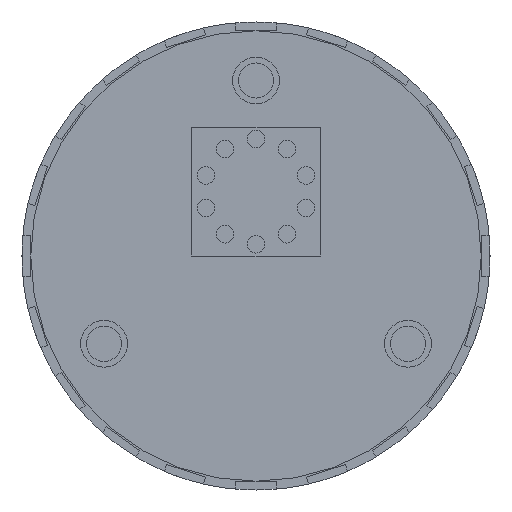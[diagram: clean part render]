
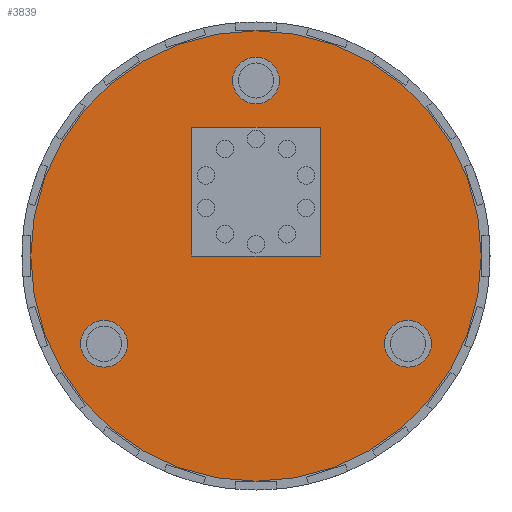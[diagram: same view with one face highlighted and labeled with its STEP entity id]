
A CAD part, front view. The second image highlights one B-rep face of the part: STEP entity #3839.
In plain terms, the highlighted planar face has unit normal (0, -1, 0).
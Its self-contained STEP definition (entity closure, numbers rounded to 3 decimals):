
#162 = EDGE_CURVE ( 'NONE', #1389, #777, #3910, .T. ) ;
#203 = DIRECTION ( 'NONE',  ( 0., 0., -1. ) ) ;
#215 = CARTESIAN_POINT ( 'NONE',  ( 12.99, 0., -7.5 ) ) ;
#227 = DIRECTION ( 'NONE',  ( 0., -1., 0. ) ) ;
#240 = LINE ( 'NONE', #6350, #1478 ) ;
#286 = CARTESIAN_POINT ( 'NONE',  ( 0., 0., 0. ) ) ;
#382 = FACE_OUTER_BOUND ( 'NONE', #5789, .T. ) ;
#420 = EDGE_CURVE ( 'NONE', #777, #1389, #3579, .T. ) ;
#441 = VERTEX_POINT ( 'NONE', #1105 ) ;
#551 = FACE_BOUND ( 'NONE', #1551, .T. ) ;
#568 = CIRCLE ( 'NONE', #2808, 2. ) ;
#661 = ORIENTED_EDGE ( 'NONE', *, *, #5373, .F. ) ;
#664 = VERTEX_POINT ( 'NONE', #1756 ) ;
#677 = AXIS2_PLACEMENT_3D ( 'NONE', #5294, #2322, #5764 ) ;
#708 = VECTOR ( 'NONE', #5101, 1000. ) ;
#777 = VERTEX_POINT ( 'NONE', #4110 ) ;
#785 = CARTESIAN_POINT ( 'NONE',  ( -5.5, 0., 0. ) ) ;
#822 = DIRECTION ( 'NONE',  ( 0., 0., 1. ) ) ;
#879 = LINE ( 'NONE', #3095, #708 ) ;
#951 = CARTESIAN_POINT ( 'NONE',  ( -12.99, 0., -5.5 ) ) ;
#991 = LINE ( 'NONE', #1186, #3478 ) ;
#1083 = AXIS2_PLACEMENT_3D ( 'NONE', #1407, #4857, #1899 ) ;
#1103 = DIRECTION ( 'NONE',  ( 0., -1., 0. ) ) ;
#1105 = CARTESIAN_POINT ( 'NONE',  ( 5.5, 0., 11. ) ) ;
#1127 = DIRECTION ( 'NONE',  ( 0., 0., -1. ) ) ;
#1186 = CARTESIAN_POINT ( 'NONE',  ( 5.5, 0., 11. ) ) ;
#1267 = CARTESIAN_POINT ( 'NONE',  ( 0., 0., 17. ) ) ;
#1327 = PLANE ( 'NONE',  #677 ) ;
#1328 = EDGE_CURVE ( 'NONE', #6460, #441, #991, .T. ) ;
#1337 = CARTESIAN_POINT ( 'NONE',  ( 0., 0., 15. ) ) ;
#1346 = DIRECTION ( 'NONE',  ( 0., -1., 0. ) ) ;
#1389 = VERTEX_POINT ( 'NONE', #3203 ) ;
#1400 = DIRECTION ( 'NONE',  ( 0., -1., 0. ) ) ;
#1407 = CARTESIAN_POINT ( 'NONE',  ( 0., 0., 0. ) ) ;
#1419 = CARTESIAN_POINT ( 'NONE',  ( 12.99, 0., -7.5 ) ) ;
#1478 = VECTOR ( 'NONE', #2400, 1000. ) ;
#1506 = ORIENTED_EDGE ( 'NONE', *, *, #4450, .F. ) ;
#1551 = EDGE_LOOP ( 'NONE', ( #5084, #1605 ) ) ;
#1605 = ORIENTED_EDGE ( 'NONE', *, *, #162, .F. ) ;
#1616 = EDGE_CURVE ( 'NONE', #2902, #3621, #568, .T. ) ;
#1719 = AXIS2_PLACEMENT_3D ( 'NONE', #4291, #1346, #4807 ) ;
#1756 = CARTESIAN_POINT ( 'NONE',  ( -12.99, 0., -9.5 ) ) ;
#1769 = FACE_BOUND ( 'NONE', #3117, .T. ) ;
#1839 = DIRECTION ( 'NONE',  ( 0., 0., -1. ) ) ;
#1860 = CIRCLE ( 'NONE', #3741, 2. ) ;
#1899 = DIRECTION ( 'NONE',  ( 0., 0., 1. ) ) ;
#1975 = ORIENTED_EDGE ( 'NONE', *, *, #2135, .F. ) ;
#2016 = AXIS2_PLACEMENT_3D ( 'NONE', #1419, #1400, #1127 ) ;
#2065 = VERTEX_POINT ( 'NONE', #4241 ) ;
#2129 = EDGE_CURVE ( 'NONE', #4763, #2065, #6200, .T. ) ;
#2135 = EDGE_CURVE ( 'NONE', #2977, #5114, #4717, .T. ) ;
#2194 = EDGE_CURVE ( 'NONE', #5114, #6460, #240, .T. ) ;
#2322 = DIRECTION ( 'NONE',  ( 0., 1., 0. ) ) ;
#2400 = DIRECTION ( 'NONE',  ( 1., 0., 0. ) ) ;
#2494 = CARTESIAN_POINT ( 'NONE',  ( 0., 0., 15. ) ) ;
#2527 = CIRCLE ( 'NONE', #1083, 19.25 ) ;
#2562 = ORIENTED_EDGE ( 'NONE', *, *, #5874, .F. ) ;
#2808 = AXIS2_PLACEMENT_3D ( 'NONE', #2494, #5951, #2972 ) ;
#2902 = VERTEX_POINT ( 'NONE', #1267 ) ;
#2972 = DIRECTION ( 'NONE',  ( 0., 0., -1. ) ) ;
#2977 = VERTEX_POINT ( 'NONE', #5770 ) ;
#3067 = FACE_BOUND ( 'NONE', #3193, .T. ) ;
#3095 = CARTESIAN_POINT ( 'NONE',  ( -5.5, 0., 11. ) ) ;
#3097 = CARTESIAN_POINT ( 'NONE',  ( 0., 0., 13. ) ) ;
#3117 = EDGE_LOOP ( 'NONE', ( #2562, #5704, #4876, #1975 ) ) ;
#3193 = EDGE_LOOP ( 'NONE', ( #6372, #6107 ) ) ;
#3203 = CARTESIAN_POINT ( 'NONE',  ( 12.99, 0., -5.5 ) ) ;
#3230 = ORIENTED_EDGE ( 'NONE', *, *, #5121, .F. ) ;
#3336 = EDGE_CURVE ( 'NONE', #3621, #2902, #1860, .T. ) ;
#3447 = EDGE_LOOP ( 'NONE', ( #3230, #661 ) ) ;
#3478 = VECTOR ( 'NONE', #4126, 1000. ) ;
#3579 = CIRCLE ( 'NONE', #2016, 2. ) ;
#3621 = VERTEX_POINT ( 'NONE', #3097 ) ;
#3741 = AXIS2_PLACEMENT_3D ( 'NONE', #1337, #4790, #1839 ) ;
#3808 = DIRECTION ( 'NONE',  ( 0., 1., 0. ) ) ;
#3839 = ADVANCED_FACE ( 'NONE', ( #1769, #5708, #551, #3067, #382 ), #1327, .F. ) ;
#3910 = CIRCLE ( 'NONE', #5833, 2. ) ;
#4047 = CARTESIAN_POINT ( 'NONE',  ( -12.99, 0., -7.5 ) ) ;
#4110 = CARTESIAN_POINT ( 'NONE',  ( 12.99, 0., -9.5 ) ) ;
#4126 = DIRECTION ( 'NONE',  ( 0., 0., 1. ) ) ;
#4241 = CARTESIAN_POINT ( 'NONE',  ( 0., 0., 19.25 ) ) ;
#4281 = CIRCLE ( 'NONE', #1719, 2. ) ;
#4291 = CARTESIAN_POINT ( 'NONE',  ( -12.99, 0., -7.5 ) ) ;
#4450 = EDGE_CURVE ( 'NONE', #2065, #4763, #2527, .T. ) ;
#4552 = CARTESIAN_POINT ( 'NONE',  ( 5.5, 0., 0. ) ) ;
#4558 = VERTEX_POINT ( 'NONE', #951 ) ;
#4559 = DIRECTION ( 'NONE',  ( 0., 0., -1. ) ) ;
#4580 = AXIS2_PLACEMENT_3D ( 'NONE', #286, #3808, #822 ) ;
#4717 = LINE ( 'NONE', #4814, #6045 ) ;
#4763 = VERTEX_POINT ( 'NONE', #6109 ) ;
#4790 = DIRECTION ( 'NONE',  ( 0., -1., 0. ) ) ;
#4807 = DIRECTION ( 'NONE',  ( 0., 0., -1. ) ) ;
#4814 = CARTESIAN_POINT ( 'NONE',  ( -5.5, 0., 11. ) ) ;
#4857 = DIRECTION ( 'NONE',  ( 0., 1., 0. ) ) ;
#4876 = ORIENTED_EDGE ( 'NONE', *, *, #2194, .F. ) ;
#5084 = ORIENTED_EDGE ( 'NONE', *, *, #420, .F. ) ;
#5101 = DIRECTION ( 'NONE',  ( -1., 0., 0. ) ) ;
#5114 = VERTEX_POINT ( 'NONE', #785 ) ;
#5121 = EDGE_CURVE ( 'NONE', #664, #4558, #4281, .T. ) ;
#5294 = CARTESIAN_POINT ( 'NONE',  ( 0., 0., 0. ) ) ;
#5303 = DIRECTION ( 'NONE',  ( 0., 0., -1. ) ) ;
#5373 = EDGE_CURVE ( 'NONE', #4558, #664, #5488, .T. ) ;
#5419 = ORIENTED_EDGE ( 'NONE', *, *, #2129, .F. ) ;
#5488 = CIRCLE ( 'NONE', #5894, 2. ) ;
#5704 = ORIENTED_EDGE ( 'NONE', *, *, #1328, .F. ) ;
#5708 = FACE_BOUND ( 'NONE', #3447, .T. ) ;
#5764 = DIRECTION ( 'NONE',  ( 0., 0., 1. ) ) ;
#5770 = CARTESIAN_POINT ( 'NONE',  ( -5.5, 0., 11. ) ) ;
#5789 = EDGE_LOOP ( 'NONE', ( #5419, #1506 ) ) ;
#5833 = AXIS2_PLACEMENT_3D ( 'NONE', #215, #227, #203 ) ;
#5874 = EDGE_CURVE ( 'NONE', #441, #2977, #879, .T. ) ;
#5894 = AXIS2_PLACEMENT_3D ( 'NONE', #4047, #1103, #4559 ) ;
#5951 = DIRECTION ( 'NONE',  ( 0., -1., 0. ) ) ;
#6045 = VECTOR ( 'NONE', #5303, 1000. ) ;
#6107 = ORIENTED_EDGE ( 'NONE', *, *, #1616, .F. ) ;
#6109 = CARTESIAN_POINT ( 'NONE',  ( 0., 0., -19.25 ) ) ;
#6200 = CIRCLE ( 'NONE', #4580, 19.25 ) ;
#6350 = CARTESIAN_POINT ( 'NONE',  ( -5.5, 0., 0. ) ) ;
#6372 = ORIENTED_EDGE ( 'NONE', *, *, #3336, .F. ) ;
#6460 = VERTEX_POINT ( 'NONE', #4552 ) ;
